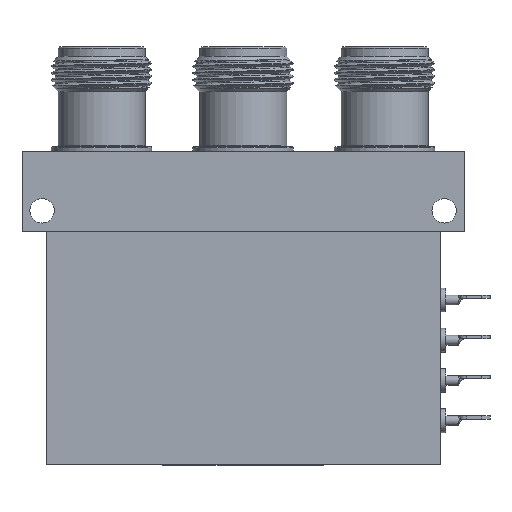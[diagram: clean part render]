
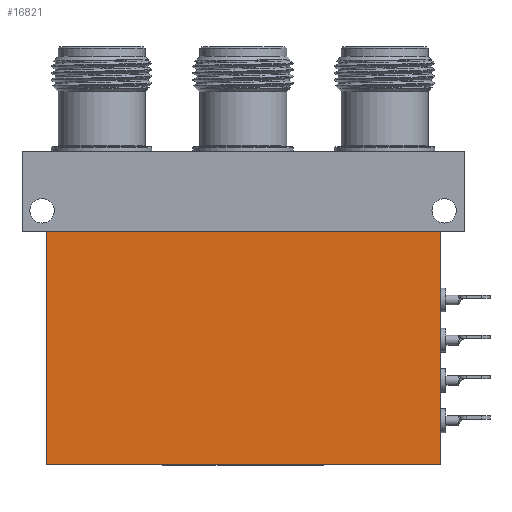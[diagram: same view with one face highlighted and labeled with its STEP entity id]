
A CAD part, front view. The second image highlights one B-rep face of the part: STEP entity #16821.
In plain terms, the highlighted planar face has unit normal (0, -1, 0).
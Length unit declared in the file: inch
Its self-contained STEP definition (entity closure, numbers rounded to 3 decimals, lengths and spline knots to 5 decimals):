
#512 = PLANE ( 'NONE',  #7260 ) ;
#1926 = CARTESIAN_POINT ( 'NONE',  ( -1.225, -0.45, 0.725 ) ) ;
#1972 = CARTESIAN_POINT ( 'NONE',  ( -1.225, -0.45, -0.725 ) ) ;
#2918 = ORIENTED_EDGE ( 'NONE', *, *, #22716, .F. ) ;
#3480 = DIRECTION ( 'NONE',  ( 0., 0., -1. ) ) ;
#3556 = VERTEX_POINT ( 'NONE', #10698 ) ;
#3914 = LINE ( 'NONE', #1926, #9720 ) ;
#4472 = DIRECTION ( 'NONE',  ( 1., 0., 0. ) ) ;
#5151 = CARTESIAN_POINT ( 'NONE',  ( -1.225, -0.45, 0.725 ) ) ;
#6167 = VERTEX_POINT ( 'NONE', #26187 ) ;
#7260 = AXIS2_PLACEMENT_3D ( 'NONE', #20365, #13562, #22356 ) ;
#8084 = DIRECTION ( 'NONE',  ( -1., 0., 0. ) ) ;
#8239 = EDGE_LOOP ( 'NONE', ( #26233, #21124, #2918, #15023 ) ) ;
#8442 = LINE ( 'NONE', #18650, #15584 ) ;
#9310 = FACE_OUTER_BOUND ( 'NONE', #8239, .T. ) ;
#9720 = VECTOR ( 'NONE', #4472, 39.37008 ) ;
#10079 = VERTEX_POINT ( 'NONE', #10243 ) ;
#10243 = CARTESIAN_POINT ( 'NONE',  ( 1.225, -0.45, 0.725 ) ) ;
#10698 = CARTESIAN_POINT ( 'NONE',  ( 1.225, -0.45, -0.725 ) ) ;
#13562 = DIRECTION ( 'NONE',  ( 0., -1., 0. ) ) ;
#13824 = VERTEX_POINT ( 'NONE', #25277 ) ;
#15023 = ORIENTED_EDGE ( 'NONE', *, *, #25909, .F. ) ;
#15584 = VECTOR ( 'NONE', #3480, 39.37008 ) ;
#16821 = ADVANCED_FACE ( 'NONE', ( #9310 ), #512, .T. ) ;
#18650 = CARTESIAN_POINT ( 'NONE',  ( 1.225, -0.45, 0.725 ) ) ;
#20319 = DIRECTION ( 'NONE',  ( 0., 0., 1. ) ) ;
#20365 = CARTESIAN_POINT ( 'NONE',  ( 0., -0.45, 0. ) ) ;
#21124 = ORIENTED_EDGE ( 'NONE', *, *, #23982, .F. ) ;
#22356 = DIRECTION ( 'NONE',  ( 0., 0., -1. ) ) ;
#22716 = EDGE_CURVE ( 'NONE', #6167, #13824, #26998, .T. ) ;
#23254 = EDGE_CURVE ( 'NONE', #10079, #3556, #8442, .T. ) ;
#23982 = EDGE_CURVE ( 'NONE', #13824, #10079, #3914, .T. ) ;
#25092 = VECTOR ( 'NONE', #20319, 39.37008 ) ;
#25095 = VECTOR ( 'NONE', #8084, 39.37008 ) ;
#25277 = CARTESIAN_POINT ( 'NONE',  ( -1.225, -0.45, 0.725 ) ) ;
#25909 = EDGE_CURVE ( 'NONE', #3556, #6167, #28075, .T. ) ;
#26187 = CARTESIAN_POINT ( 'NONE',  ( -1.225, -0.45, -0.725 ) ) ;
#26233 = ORIENTED_EDGE ( 'NONE', *, *, #23254, .F. ) ;
#26998 = LINE ( 'NONE', #5151, #25092 ) ;
#28075 = LINE ( 'NONE', #1972, #25095 ) ;
